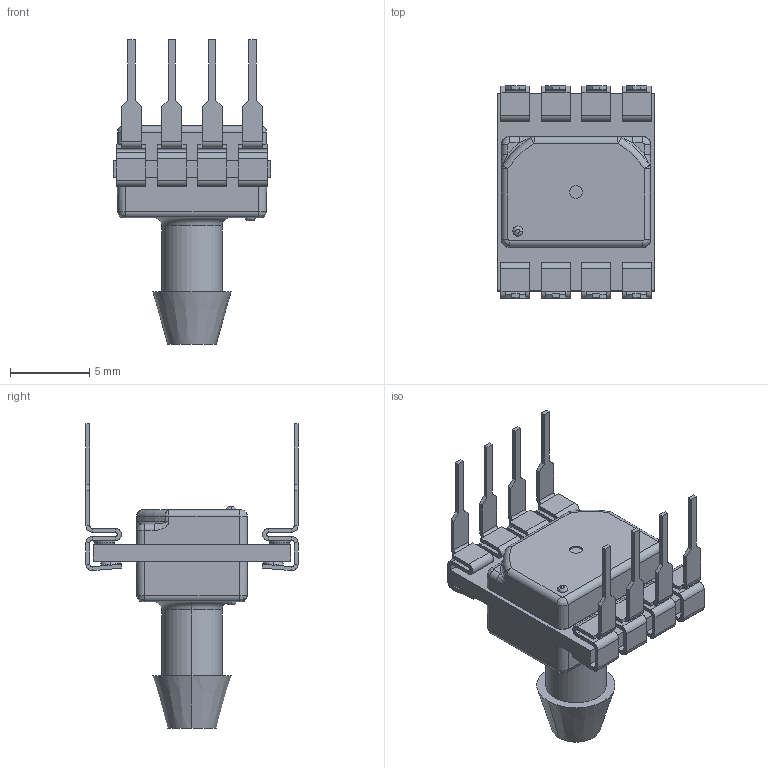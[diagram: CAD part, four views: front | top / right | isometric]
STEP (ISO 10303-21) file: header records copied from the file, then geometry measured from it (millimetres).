
FILE_DESCRIPTION(('FreeCAD Model'),'2;1');
FILE_NAME('50042849-001_SW0001.step','2019-01-23T18:39:22' ,('kicad StepUp'),('ksu MCAD'),'Open CASCADE STEP processor 7.2', 'FreeCAD','Unknown');
FILE_SCHEMA(('AUTOMOTIVE_DESIGN { 1 0 10303 214 1 1 1 1 }'));
Length unit declared in the file: millimetre
Products named in the file (1): 50042849-001_SW0001
Bounding box: 9.91 x 13.35 x 19.16 mm (x, y, z)
Volume: 553 mm3; surface area: 938.2 mm2
Topology: 1 solids, 1 shells, 585 faces, 1278 edges, 738 vertices
Faces by surface type: plane 341, cylinder 88, cone 74, bspline 40, torus 38, sphere 4
Entity records: 17479 total; most frequent: CARTESIAN_POINT 4666, DIRECTION 2747, ORIENTED_EDGE 2556, EDGE_CURVE 1278, AXIS2_PLACEMENT_3D 978, LINE 791, VECTOR 791, VERTEX_POINT 738
